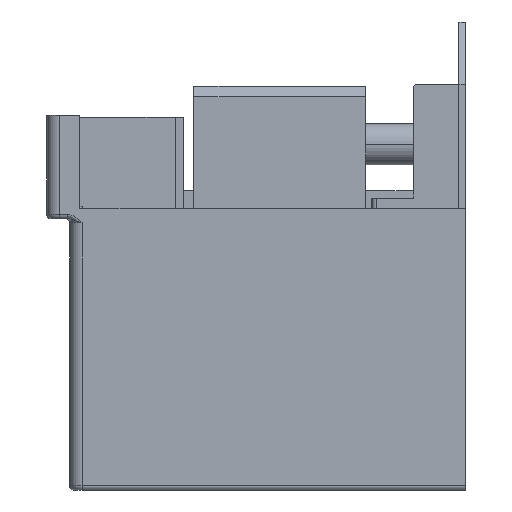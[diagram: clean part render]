
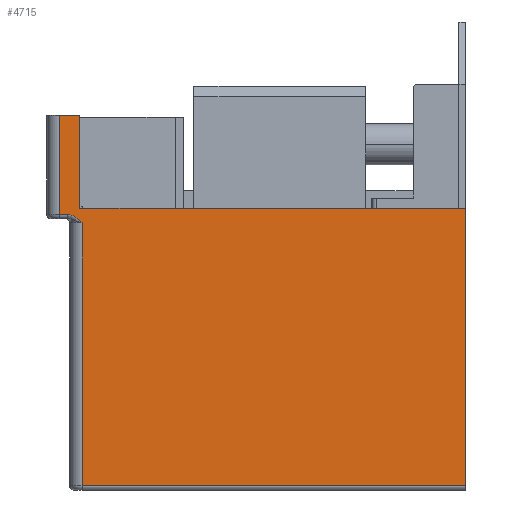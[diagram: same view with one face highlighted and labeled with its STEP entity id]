
A CAD part, left-side view. The second image highlights one B-rep face of the part: STEP entity #4715.
In plain terms, the highlighted planar face has unit normal (-1, 0, 0).
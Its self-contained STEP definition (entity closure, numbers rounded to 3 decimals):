
#4690=AXIS2_PLACEMENT_3D('Plane Axis2P3D',#4687,#4688,#4689) ;
#230=CARTESIAN_POINT('Vertex',(-105.,92.5,-66.)) ;
#255=CARTESIAN_POINT('Line Origine',(-105.,49.,-66.)) ;
#259=CARTESIAN_POINT('Vertex',(-105.,0.,-66.)) ;
#2126=CARTESIAN_POINT('Vertex',(-105.,98.,-0.5)) ;
#2189=CARTESIAN_POINT('Vertex',(-105.,92.5,-2.5)) ;
#4221=CARTESIAN_POINT('Line Origine',(-105.,92.5,-21.75)) ;
#4238=CARTESIAN_POINT('Line Origine',(-105.,98.,-21.75)) ;
#4242=CARTESIAN_POINT('Vertex',(-105.,98.,23.5)) ;
#4268=CARTESIAN_POINT('Vertex',(-105.,95.964,-0.5)) ;
#4271=CARTESIAN_POINT('Line Origine',(-105.,49.,-0.5)) ;
#4339=CARTESIAN_POINT('Control Point',(-105.,92.5,-2.5)) ;
#4340=CARTESIAN_POINT('Control Point',(-105.,92.502,-2.498)) ;
#4341=CARTESIAN_POINT('Control Point',(-105.,92.504,-2.496)) ;
#4342=CARTESIAN_POINT('Control Point',(-105.,92.506,-2.494)) ;
#4343=CARTESIAN_POINT('Control Point',(-105.,92.639,-2.361)) ;
#4344=CARTESIAN_POINT('Control Point',(-105.,92.772,-2.228)) ;
#4345=CARTESIAN_POINT('Control Point',(-105.,92.904,-2.098)) ;
#4346=CARTESIAN_POINT('Control Point',(-105.,93.186,-1.828)) ;
#4347=CARTESIAN_POINT('Control Point',(-105.,93.491,-1.559)) ;
#4348=CARTESIAN_POINT('Control Point',(-105.,93.658,-1.422)) ;
#4349=CARTESIAN_POINT('Control Point',(-105.,93.984,-1.175)) ;
#4350=CARTESIAN_POINT('Control Point',(-105.,94.359,-0.947)) ;
#4351=CARTESIAN_POINT('Control Point',(-105.,94.541,-0.849)) ;
#4352=CARTESIAN_POINT('Control Point',(-105.,94.911,-0.681)) ;
#4353=CARTESIAN_POINT('Control Point',(-105.,95.325,-0.564)) ;
#4354=CARTESIAN_POINT('Control Point',(-105.,95.531,-0.522)) ;
#4355=CARTESIAN_POINT('Control Point',(-105.,95.746,-0.5)) ;
#4356=CARTESIAN_POINT('Control Point',(-105.,95.964,-0.5)) ;
#4589=CARTESIAN_POINT('Vertex',(-105.,0.,1.)) ;
#4592=CARTESIAN_POINT('Line Origine',(-105.,0.,-32.5)) ;
#4655=CARTESIAN_POINT('Line Origine',(-105.,95.5,23.5)) ;
#4659=CARTESIAN_POINT('Vertex',(-105.,93.,23.5)) ;
#4687=CARTESIAN_POINT('Axis2P3D Location',(-105.,0.,251.)) ;
#4692=CARTESIAN_POINT('Line Origine',(-105.,46.5,1.)) ;
#4696=CARTESIAN_POINT('Vertex',(-105.,93.,1.)) ;
#4699=CARTESIAN_POINT('Line Origine',(-105.,93.,12.25)) ;
#256=DIRECTION('Vector Direction',(0.,1.,0.)) ;
#4222=DIRECTION('Vector Direction',(0.,0.,1.)) ;
#4239=DIRECTION('Vector Direction',(0.,0.,-1.)) ;
#4272=DIRECTION('Vector Direction',(0.,-1.,0.)) ;
#4593=DIRECTION('Vector Direction',(0.,0.,1.)) ;
#4656=DIRECTION('Vector Direction',(0.,-1.,0.)) ;
#4688=DIRECTION('Axis2P3D Direction',(-1.,0.,0.)) ;
#4689=DIRECTION('Axis2P3D XDirection',(0.,1.,0.)) ;
#4693=DIRECTION('Vector Direction',(0.,1.,0.)) ;
#4700=DIRECTION('Vector Direction',(0.,0.,-1.)) ;
#257=VECTOR('Line Direction',#256,1.) ;
#4223=VECTOR('Line Direction',#4222,1.) ;
#4240=VECTOR('Line Direction',#4239,1.) ;
#4273=VECTOR('Line Direction',#4272,1.) ;
#4594=VECTOR('Line Direction',#4593,1.) ;
#4657=VECTOR('Line Direction',#4656,1.) ;
#4694=VECTOR('Line Direction',#4693,1.) ;
#4701=VECTOR('Line Direction',#4700,1.) ;
#4705=ORIENTED_EDGE('',*,*,#4357,.F.) ;
#4706=ORIENTED_EDGE('',*,*,#4225,.T.) ;
#4707=ORIENTED_EDGE('',*,*,#261,.F.) ;
#4708=ORIENTED_EDGE('',*,*,#4596,.T.) ;
#4709=ORIENTED_EDGE('',*,*,#4698,.T.) ;
#4710=ORIENTED_EDGE('',*,*,#4703,.F.) ;
#4711=ORIENTED_EDGE('',*,*,#4661,.T.) ;
#4712=ORIENTED_EDGE('',*,*,#4244,.T.) ;
#4713=ORIENTED_EDGE('',*,*,#4275,.F.) ;
#4715=ADVANCED_FACE('RB3565001_1PA_001_00_COPRITERMINALI_ALTO_FISSO_III',(#4714),#4691,.T.) ;
#4338=B_SPLINE_CURVE_WITH_KNOTS('',5,(#4339,#4340,#4341,#4342,#4343,#4344,#4345,#4346,#4347,#4348,#4349,#4350,#4351,#4352,#4353,#4354,#4355,#4356),.UNSPECIFIED.,.F.,.U.,(6,3,3,3,3,6),(0.,0.026,1.659,3.397,4.839,6.147),.UNSPECIFIED.) ;
#261=EDGE_CURVE('',#260,#231,#258,.T.) ;
#4225=EDGE_CURVE('',#2190,#231,#4224,.F.) ;
#4244=EDGE_CURVE('',#4243,#2127,#4241,.T.) ;
#4275=EDGE_CURVE('',#4269,#2127,#4274,.F.) ;
#4357=EDGE_CURVE('',#2190,#4269,#4338,.T.) ;
#4596=EDGE_CURVE('',#260,#4590,#4595,.T.) ;
#4661=EDGE_CURVE('',#4660,#4243,#4658,.F.) ;
#4698=EDGE_CURVE('',#4590,#4697,#4695,.T.) ;
#4703=EDGE_CURVE('',#4660,#4697,#4702,.T.) ;
#4704=EDGE_LOOP('',(#4705,#4706,#4707,#4708,#4709,#4710,#4711,#4712,#4713)) ;
#4714=FACE_OUTER_BOUND('',#4704,.T.) ;
#258=LINE('Line',#255,#257) ;
#4224=LINE('Line',#4221,#4223) ;
#4241=LINE('Line',#4238,#4240) ;
#4274=LINE('Line',#4271,#4273) ;
#4595=LINE('Line',#4592,#4594) ;
#4658=LINE('Line',#4655,#4657) ;
#4695=LINE('Line',#4692,#4694) ;
#4702=LINE('Line',#4699,#4701) ;
#4691=PLANE('',#4690) ;
#231=VERTEX_POINT('',#230) ;
#260=VERTEX_POINT('',#259) ;
#2127=VERTEX_POINT('',#2126) ;
#2190=VERTEX_POINT('',#2189) ;
#4243=VERTEX_POINT('',#4242) ;
#4269=VERTEX_POINT('',#4268) ;
#4590=VERTEX_POINT('',#4589) ;
#4660=VERTEX_POINT('',#4659) ;
#4697=VERTEX_POINT('',#4696) ;
